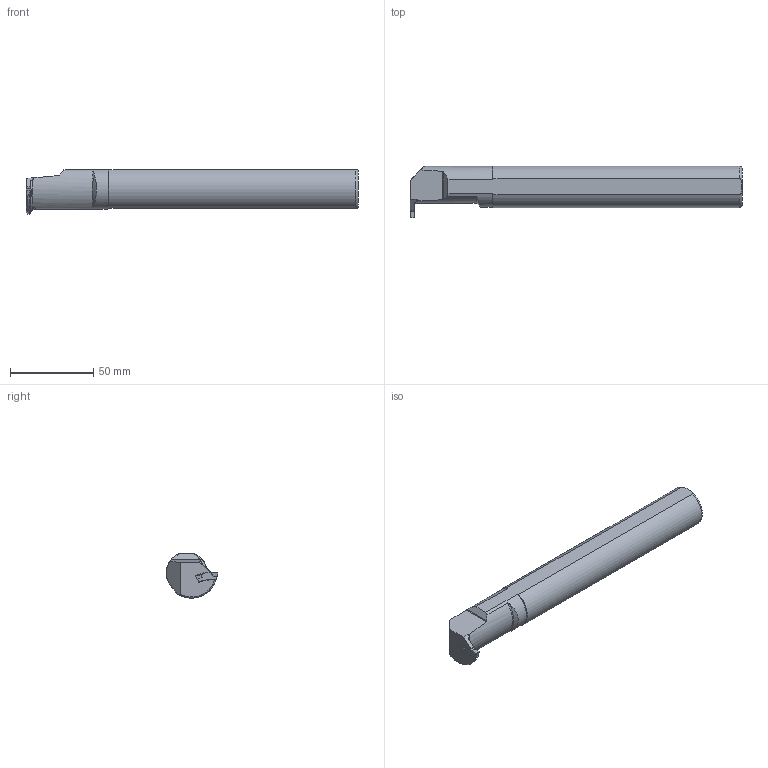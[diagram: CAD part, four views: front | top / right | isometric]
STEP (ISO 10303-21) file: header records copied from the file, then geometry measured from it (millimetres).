
FILE_DESCRIPTION(/* description */ (''),/* implementation_level */ '2;1');
FILE_NAME(/* name */ 'AIKT-ITG-R-25-3-T8-H.stp',/* time_stamp */ '2023-12-04T12:33:05+03:00',/* author */ (''),/* organization */ (''),/* preprocessor_version */ 'ST-DEVELOPER v19.4',/* originating_system */ 'SIEMENS PLM Software NX2306.3001',/* authorisation */ '');
FILE_SCHEMA (('AUTOMOTIVE_DESIGN { 1 0 10303 214 3 1 1 1 }'));
Length unit declared in the file: millimetre
Products named in the file (1): AIKT-ITG-R-25-3-T8-H_x_t_objects
Bounding box: 199.99 x 31.3 x 26.7 mm (x, y, z)
Volume: 91988.9 mm3; surface area: 16530.3 mm2
Topology: 2 solids, 2 shells, 84 faces, 229 edges, 149 vertices
Faces by surface type: cylinder 38, plane 36, cone 5, torus 4, bspline 1
Entity records: 2955 total; most frequent: CARTESIAN_POINT 800, ORIENTED_EDGE 454, DIRECTION 440, EDGE_CURVE 227, AXIS2_PLACEMENT_3D 164, VERTEX_POINT 148, LINE 112, VECTOR 112
